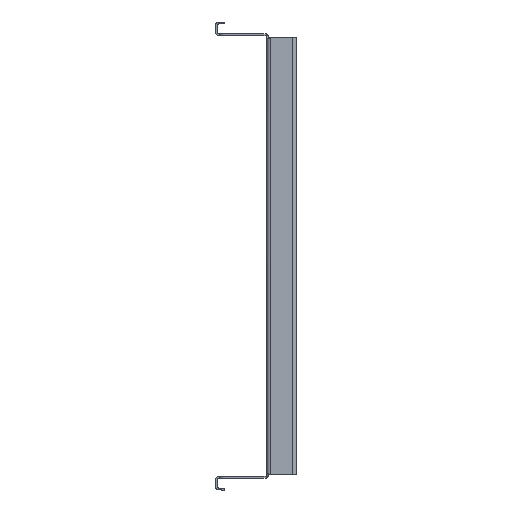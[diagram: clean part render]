
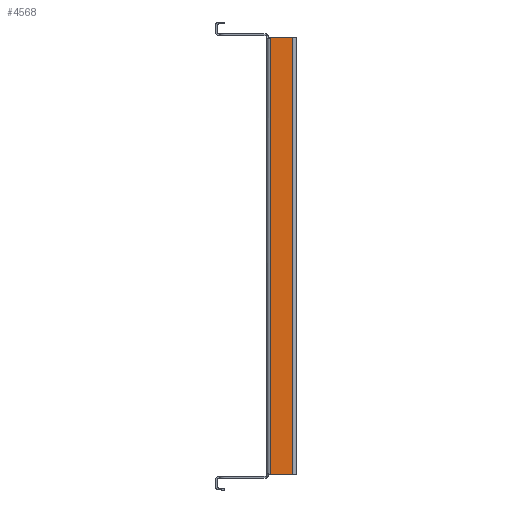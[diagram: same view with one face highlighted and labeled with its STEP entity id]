
A CAD part, left-side view. The second image highlights one B-rep face of the part: STEP entity #4568.
In plain terms, the highlighted planar face has unit normal (-1, 0, 0).
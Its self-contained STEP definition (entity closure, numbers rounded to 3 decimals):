
#335 = LINE ( 'NONE', #10992, #1765 ) ;
#438 = ORIENTED_EDGE ( 'NONE', *, *, #1694, .T. ) ;
#855 = DIRECTION ( 'NONE',  ( 0., -1., 0. ) ) ;
#1365 = VERTEX_POINT ( 'NONE', #8962 ) ;
#1615 = VERTEX_POINT ( 'NONE', #9851 ) ;
#1694 = EDGE_CURVE ( 'NONE', #1615, #1365, #335, .T. ) ;
#1765 = VECTOR ( 'NONE', #14340, 1000. ) ;
#2100 = VECTOR ( 'NONE', #8245, 1000. ) ;
#2167 = ORIENTED_EDGE ( 'NONE', *, *, #7874, .T. ) ;
#2428 = PLANE ( 'NONE',  #9651 ) ;
#3931 = CARTESIAN_POINT ( 'NONE',  ( -280., -29., -243. ) ) ;
#4108 = EDGE_CURVE ( 'NONE', #8923, #1615, #13940, .T. ) ;
#4332 = ORIENTED_EDGE ( 'NONE', *, *, #11550, .T. ) ;
#4473 = VECTOR ( 'NONE', #13461, 1000. ) ;
#4568 = ADVANCED_FACE ( 'NONE', ( #12859 ), #2428, .T. ) ;
#5178 = LINE ( 'NONE', #9836, #5732 ) ;
#5732 = VECTOR ( 'NONE', #8707, 1000. ) ;
#5914 = CARTESIAN_POINT ( 'NONE',  ( -280., 0., 0. ) ) ;
#6519 = VERTEX_POINT ( 'NONE', #6781 ) ;
#6781 = CARTESIAN_POINT ( 'NONE',  ( -280., -29., 243. ) ) ;
#7874 = EDGE_CURVE ( 'NONE', #1365, #6519, #10955, .T. ) ;
#8022 = ORIENTED_EDGE ( 'NONE', *, *, #4108, .T. ) ;
#8245 = DIRECTION ( 'NONE',  ( 0., 0., -1. ) ) ;
#8665 = EDGE_LOOP ( 'NONE', ( #438, #2167, #4332, #8022 ) ) ;
#8707 = DIRECTION ( 'NONE',  ( 0., 1., 0. ) ) ;
#8923 = VERTEX_POINT ( 'NONE', #10227 ) ;
#8962 = CARTESIAN_POINT ( 'NONE',  ( -280., -29., -243. ) ) ;
#9651 = AXIS2_PLACEMENT_3D ( 'NONE', #5914, #10580, #855 ) ;
#9836 = CARTESIAN_POINT ( 'NONE',  ( -280., 0., 243. ) ) ;
#9851 = CARTESIAN_POINT ( 'NONE',  ( -280., -4., -243. ) ) ;
#10227 = CARTESIAN_POINT ( 'NONE',  ( -280., -4., 243. ) ) ;
#10580 = DIRECTION ( 'NONE',  ( -1., 0., 0. ) ) ;
#10679 = CARTESIAN_POINT ( 'NONE',  ( -280., -4., 0. ) ) ;
#10955 = LINE ( 'NONE', #3931, #4473 ) ;
#10992 = CARTESIAN_POINT ( 'NONE',  ( -280., 0., -243. ) ) ;
#11550 = EDGE_CURVE ( 'NONE', #6519, #8923, #5178, .T. ) ;
#12859 = FACE_OUTER_BOUND ( 'NONE', #8665, .T. ) ;
#13461 = DIRECTION ( 'NONE',  ( 0., 0., 1. ) ) ;
#13940 = LINE ( 'NONE', #10679, #2100 ) ;
#14340 = DIRECTION ( 'NONE',  ( 0., -1., 0. ) ) ;
